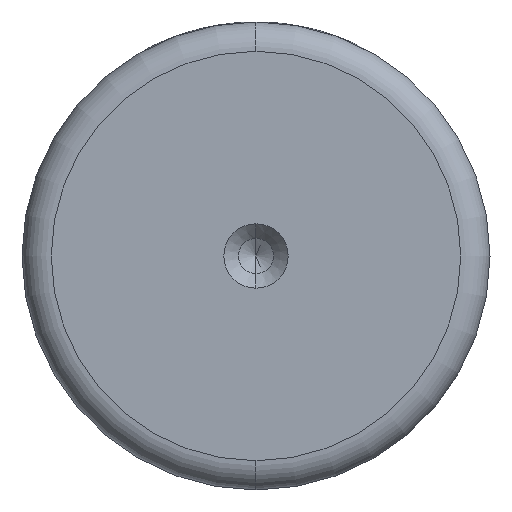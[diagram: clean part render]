
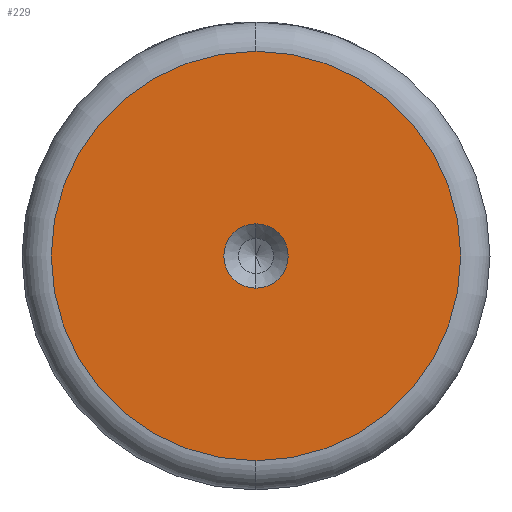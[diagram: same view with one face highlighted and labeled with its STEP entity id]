
A CAD part, left-side view. The second image highlights one B-rep face of the part: STEP entity #229.
In plain terms, the highlighted planar face has unit normal (-1, 0, 0).
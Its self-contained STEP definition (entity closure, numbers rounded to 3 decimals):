
#6 = VERTEX_POINT ( 'NONE', #131 ) ;
#9 = VERTEX_POINT ( 'NONE', #395 ) ;
#101 = CIRCLE ( 'NONE', #1257, 3.3 ) ;
#131 = CARTESIAN_POINT ( 'NONE',  ( 0., 0., 21. ) ) ;
#173 = CARTESIAN_POINT ( 'NONE',  ( 0., 0., 0. ) ) ;
#176 = CIRCLE ( 'NONE', #1172, 3.3 ) ;
#205 = PLANE ( 'NONE',  #1231 ) ;
#229 = ADVANCED_FACE ( 'NONE', ( #1436, #816 ), #205, .T. ) ;
#299 = DIRECTION ( 'NONE',  ( 0., 0., 1. ) ) ;
#313 = EDGE_LOOP ( 'NONE', ( #387, #1156 ) ) ;
#327 = EDGE_CURVE ( 'NONE', #9, #6, #604, .T. ) ;
#339 = DIRECTION ( 'NONE',  ( 0., 0., 1. ) ) ;
#387 = ORIENTED_EDGE ( 'NONE', *, *, #1464, .F. ) ;
#395 = CARTESIAN_POINT ( 'NONE',  ( 0., 0., -21. ) ) ;
#408 = AXIS2_PLACEMENT_3D ( 'NONE', #1301, #641, #1410 ) ;
#451 = CARTESIAN_POINT ( 'NONE',  ( 0., 0., -3.3 ) ) ;
#470 = EDGE_LOOP ( 'NONE', ( #1302, #529 ) ) ;
#519 = CARTESIAN_POINT ( 'NONE',  ( 0., 0., 0. ) ) ;
#529 = ORIENTED_EDGE ( 'NONE', *, *, #327, .T. ) ;
#579 = DIRECTION ( 'NONE',  ( -1., 0., 0. ) ) ;
#604 = CIRCLE ( 'NONE', #1300, 21. ) ;
#628 = DIRECTION ( 'NONE',  ( 0., 0., 1. ) ) ;
#641 = DIRECTION ( 'NONE',  ( -1., 0., 0. ) ) ;
#669 = DIRECTION ( 'NONE',  ( -1., 0., 0. ) ) ;
#722 = VERTEX_POINT ( 'NONE', #1211 ) ;
#816 = FACE_OUTER_BOUND ( 'NONE', #470, .T. ) ;
#873 = VERTEX_POINT ( 'NONE', #451 ) ;
#964 = DIRECTION ( 'NONE',  ( -1., 0., 0. ) ) ;
#1097 = CIRCLE ( 'NONE', #408, 21. ) ;
#1156 = ORIENTED_EDGE ( 'NONE', *, *, #1386, .F. ) ;
#1163 = EDGE_CURVE ( 'NONE', #6, #9, #1097, .T. ) ;
#1172 = AXIS2_PLACEMENT_3D ( 'NONE', #519, #1283, #628 ) ;
#1194 = CARTESIAN_POINT ( 'NONE',  ( 0., 0., 0. ) ) ;
#1211 = CARTESIAN_POINT ( 'NONE',  ( 0., 0., 3.3 ) ) ;
#1231 = AXIS2_PLACEMENT_3D ( 'NONE', #1194, #669, #339 ) ;
#1232 = CARTESIAN_POINT ( 'NONE',  ( 0., 0., 0. ) ) ;
#1257 = AXIS2_PLACEMENT_3D ( 'NONE', #173, #964, #299 ) ;
#1283 = DIRECTION ( 'NONE',  ( -1., 0., 0. ) ) ;
#1300 = AXIS2_PLACEMENT_3D ( 'NONE', #1232, #579, #1347 ) ;
#1301 = CARTESIAN_POINT ( 'NONE',  ( 0., 0., 0. ) ) ;
#1302 = ORIENTED_EDGE ( 'NONE', *, *, #1163, .T. ) ;
#1347 = DIRECTION ( 'NONE',  ( 0., 0., 1. ) ) ;
#1386 = EDGE_CURVE ( 'NONE', #873, #722, #176, .T. ) ;
#1410 = DIRECTION ( 'NONE',  ( 0., 0., 1. ) ) ;
#1436 = FACE_BOUND ( 'NONE', #313, .T. ) ;
#1464 = EDGE_CURVE ( 'NONE', #722, #873, #101, .T. ) ;
